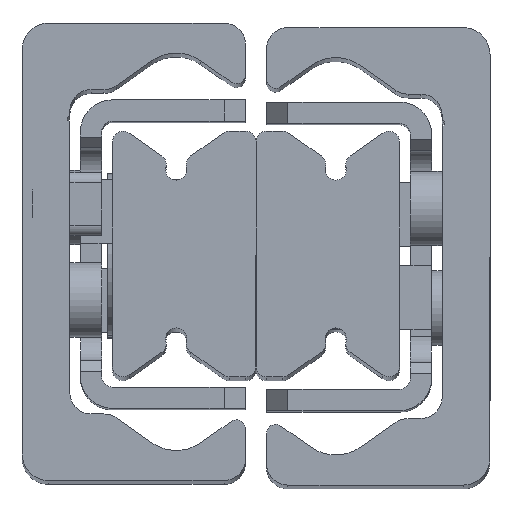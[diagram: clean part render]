
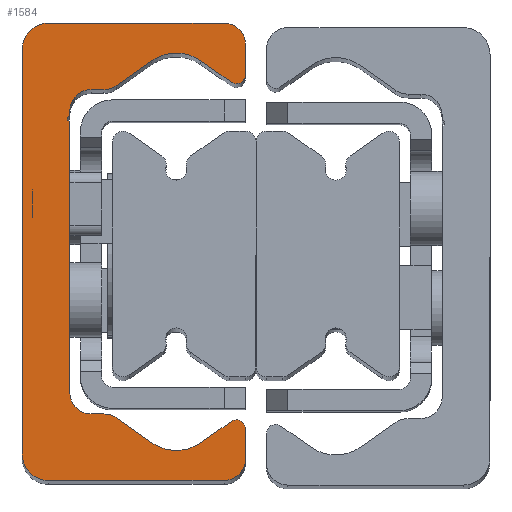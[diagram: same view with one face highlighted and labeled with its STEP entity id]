
A CAD part, top view. The second image highlights one B-rep face of the part: STEP entity #1584.
In plain terms, the highlighted planar face has unit normal (0, 0, 1).
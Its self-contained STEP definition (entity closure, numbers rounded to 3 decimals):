
#578=CARTESIAN_POINT('',(2.499,0.,210.0));
#579=VERTEX_POINT('',#578);
#580=CARTESIAN_POINT('',(-0.001,2.5,210.0));
#581=VERTEX_POINT('',#580);
#582=CARTESIAN_POINT('',(2.499,2.5,210.0));
#583=DIRECTION('',(0.0,0.0,-1.0));
#584=DIRECTION('',(-1.0,0.0,0.0));
#585=AXIS2_PLACEMENT_3D('',#582,#583,#584);
#586=CIRCLE('',#585,2.5);
#587=EDGE_CURVE('',#579,#581,#586,.T.);
#620=CARTESIAN_POINT('',(-0.001,40.5,210.0));
#621=VERTEX_POINT('',#620);
#622=CARTESIAN_POINT('',(-0.001,2.5,210.0));
#623=DIRECTION('',(0.0,1.0,0.0));
#624=VECTOR('',#623,38.);
#625=LINE('',#622,#624);
#626=EDGE_CURVE('',#581,#621,#625,.T.);
#672=CARTESIAN_POINT('',(2.499,43.0,210.0));
#673=VERTEX_POINT('',#672);
#674=CARTESIAN_POINT('',(2.499,40.5,210.0));
#675=DIRECTION('',(0.0,0.0,-1.0));
#676=DIRECTION('',(0.0,1.0,0.0));
#677=AXIS2_PLACEMENT_3D('',#674,#675,#676);
#678=CIRCLE('',#677,2.5);
#679=EDGE_CURVE('',#621,#673,#678,.T.);
#705=CARTESIAN_POINT('',(18.999,43.0,210.0));
#706=VERTEX_POINT('',#705);
#707=CARTESIAN_POINT('',(2.499,43.0,210.0));
#708=DIRECTION('',(1.0,0.0,0.0));
#709=VECTOR('',#708,16.5);
#710=LINE('',#707,#709);
#711=EDGE_CURVE('',#673,#706,#710,.T.);
#736=CARTESIAN_POINT('',(20.999,41.0,210.0));
#737=VERTEX_POINT('',#736);
#738=CARTESIAN_POINT('',(18.999,41.0,210.0));
#739=DIRECTION('',(0.0,0.0,-1.0));
#740=DIRECTION('',(1.0,0.0,0.0));
#741=AXIS2_PLACEMENT_3D('',#738,#739,#740);
#742=CIRCLE('',#741,2.);
#743=EDGE_CURVE('',#706,#737,#742,.T.);
#769=CARTESIAN_POINT('',(20.999,38.15,210.0));
#770=VERTEX_POINT('',#769);
#771=CARTESIAN_POINT('',(20.999,41.0,210.0));
#772=DIRECTION('',(0.0,-1.0,0.0));
#773=VECTOR('',#772,2.85);
#774=LINE('',#771,#773);
#775=EDGE_CURVE('',#737,#770,#774,.T.);
#800=CARTESIAN_POINT('',(19.662,37.453,210.0));
#801=VERTEX_POINT('',#800);
#802=CARTESIAN_POINT('',(20.149,38.15,210.0));
#803=DIRECTION('',(0.0,0.0,-1.0));
#804=DIRECTION('',(-0.574,-0.819,0.0));
#805=AXIS2_PLACEMENT_3D('',#802,#803,#804);
#806=CIRCLE('',#805,0.85);
#807=EDGE_CURVE('',#770,#801,#806,.T.);
#833=CARTESIAN_POINT('',(16.794,39.462,210.0));
#834=VERTEX_POINT('',#833);
#835=CARTESIAN_POINT('',(19.662,37.453,210.0));
#836=DIRECTION('',(-0.819,0.574,0.0));
#837=VECTOR('',#836,3.501);
#838=LINE('',#835,#837);
#839=EDGE_CURVE('',#801,#834,#838,.T.);
#864=CARTESIAN_POINT('',(12.205,39.462,210.0));
#865=VERTEX_POINT('',#864);
#866=CARTESIAN_POINT('',(14.499,36.185,210.0));
#867=DIRECTION('',(0.0,0.0,1.0));
#868=DIRECTION('',(-0.574,-0.819,0.0));
#869=AXIS2_PLACEMENT_3D('',#866,#867,#868);
#870=CIRCLE('',#869,4.);
#871=EDGE_CURVE('',#834,#865,#870,.T.);
#897=CARTESIAN_POINT('',(8.849,37.112,210.0));
#898=VERTEX_POINT('',#897);
#899=CARTESIAN_POINT('',(12.205,39.462,210.0));
#900=DIRECTION('',(-0.819,-0.574,0.0));
#901=VECTOR('',#900,4.097);
#902=LINE('',#899,#901);
#903=EDGE_CURVE('',#865,#898,#902,.T.);
#928=CARTESIAN_POINT('',(7.702,36.75,210.0));
#929=VERTEX_POINT('',#928);
#930=CARTESIAN_POINT('',(7.702,38.75,210.0));
#931=DIRECTION('',(0.0,0.0,-1.0));
#932=DIRECTION('',(0.0,-1.0,0.0));
#933=AXIS2_PLACEMENT_3D('',#930,#931,#932);
#934=CIRCLE('',#933,2.);
#935=EDGE_CURVE('',#898,#929,#934,.T.);
#961=CARTESIAN_POINT('',(6.499,36.75,210.0));
#962=VERTEX_POINT('',#961);
#963=CARTESIAN_POINT('',(7.702,36.75,210.0));
#964=DIRECTION('',(-1.0,0.0,0.0));
#965=VECTOR('',#964,1.203);
#966=LINE('',#963,#965);
#967=EDGE_CURVE('',#929,#962,#966,.T.);
#992=CARTESIAN_POINT('',(4.499,34.75,210.0));
#993=VERTEX_POINT('',#992);
#994=CARTESIAN_POINT('',(6.499,34.75,210.0));
#995=DIRECTION('',(0.0,0.0,1.0));
#996=DIRECTION('',(0.0,-1.0,0.0));
#997=AXIS2_PLACEMENT_3D('',#994,#995,#996);
#998=CIRCLE('',#997,2.0);
#999=EDGE_CURVE('',#962,#993,#998,.T.);
#1025=CARTESIAN_POINT('',(4.499,34.361,210.0));
#1026=VERTEX_POINT('',#1025);
#1027=CARTESIAN_POINT('',(4.499,34.75,210.0));
#1028=DIRECTION('',(0.0,-1.0,0.0));
#1029=VECTOR('',#1028,0.389);
#1030=LINE('',#1027,#1029);
#1031=EDGE_CURVE('',#993,#1026,#1030,.T.);
#1056=CARTESIAN_POINT('',(4.411,34.234,210.0));
#1057=VERTEX_POINT('',#1056);
#1058=CARTESIAN_POINT('',(4.363,34.361,210.0));
#1059=DIRECTION('',(0.0,0.0,-1.));
#1060=DIRECTION('',(0.353,-0.936,0.0));
#1061=AXIS2_PLACEMENT_3D('',#1058,#1059,#1060);
#1062=CIRCLE('',#1061,0.136);
#1063=EDGE_CURVE('',#1026,#1057,#1062,.T.);
#1089=CARTESIAN_POINT('',(4.422,33.762,210.0));
#1090=VERTEX_POINT('',#1089);
#1091=CARTESIAN_POINT('',(4.499,34.0,210.0));
#1092=DIRECTION('',(0.0,0.0,1.0));
#1093=DIRECTION('',(0.353,-0.936,0.0));
#1094=AXIS2_PLACEMENT_3D('',#1091,#1092,#1093);
#1095=CIRCLE('',#1094,0.25);
#1096=EDGE_CURVE('',#1057,#1090,#1095,.T.);
#1122=CARTESIAN_POINT('',(4.499,33.656,210.0));
#1123=VERTEX_POINT('',#1122);
#1124=CARTESIAN_POINT('',(4.387,33.656,210.0));
#1125=DIRECTION('',(0.0,0.0,-1.0));
#1126=DIRECTION('',(1.0,0.0,0.0));
#1127=AXIS2_PLACEMENT_3D('',#1124,#1125,#1126);
#1128=CIRCLE('',#1127,0.112);
#1129=EDGE_CURVE('',#1090,#1123,#1128,.T.);
#1155=CARTESIAN_POINT('',(4.499,8.25,210.0));
#1156=VERTEX_POINT('',#1155);
#1157=CARTESIAN_POINT('',(4.499,33.656,210.0));
#1158=DIRECTION('',(0.0,-1.0,0.0));
#1159=VECTOR('',#1158,25.406);
#1160=LINE('',#1157,#1159);
#1161=EDGE_CURVE('',#1123,#1156,#1160,.T.);
#1207=CARTESIAN_POINT('',(6.499,6.25,210.0));
#1208=VERTEX_POINT('',#1207);
#1209=CARTESIAN_POINT('',(6.499,8.25,210.0));
#1210=DIRECTION('',(0.0,0.0,1.0));
#1211=DIRECTION('',(1.0,0.0,0.0));
#1212=AXIS2_PLACEMENT_3D('',#1209,#1210,#1211);
#1213=CIRCLE('',#1212,2.0);
#1214=EDGE_CURVE('',#1156,#1208,#1213,.T.);
#1240=CARTESIAN_POINT('',(7.702,6.25,210.0));
#1241=VERTEX_POINT('',#1240);
#1242=CARTESIAN_POINT('',(6.499,6.25,210.0));
#1243=DIRECTION('',(1.0,0.0,0.0));
#1244=VECTOR('',#1243,1.203);
#1245=LINE('',#1242,#1244);
#1246=EDGE_CURVE('',#1208,#1241,#1245,.T.);
#1271=CARTESIAN_POINT('',(8.849,5.888,210.0));
#1272=VERTEX_POINT('',#1271);
#1273=CARTESIAN_POINT('',(7.702,4.25,210.0));
#1274=DIRECTION('',(0.0,0.0,-1.0));
#1275=DIRECTION('',(0.574,0.819,0.0));
#1276=AXIS2_PLACEMENT_3D('',#1273,#1274,#1275);
#1277=CIRCLE('',#1276,2.);
#1278=EDGE_CURVE('',#1241,#1272,#1277,.T.);
#1304=CARTESIAN_POINT('',(12.205,3.538,210.0));
#1305=VERTEX_POINT('',#1304);
#1306=CARTESIAN_POINT('',(8.849,5.888,210.0));
#1307=DIRECTION('',(0.819,-0.574,0.0));
#1308=VECTOR('',#1307,4.097);
#1309=LINE('',#1306,#1308);
#1310=EDGE_CURVE('',#1272,#1305,#1309,.T.);
#1335=CARTESIAN_POINT('',(16.794,3.538,210.0));
#1336=VERTEX_POINT('',#1335);
#1337=CARTESIAN_POINT('',(14.499,6.815,210.0));
#1338=DIRECTION('',(0.0,0.0,1.0));
#1339=DIRECTION('',(0.574,0.819,0.0));
#1340=AXIS2_PLACEMENT_3D('',#1337,#1338,#1339);
#1341=CIRCLE('',#1340,4.);
#1342=EDGE_CURVE('',#1305,#1336,#1341,.T.);
#1368=CARTESIAN_POINT('',(19.662,5.547,210.0));
#1369=VERTEX_POINT('',#1368);
#1370=CARTESIAN_POINT('',(16.794,3.538,210.0));
#1371=DIRECTION('',(0.819,0.574,0.0));
#1372=VECTOR('',#1371,3.501);
#1373=LINE('',#1370,#1372);
#1374=EDGE_CURVE('',#1336,#1369,#1373,.T.);
#1399=CARTESIAN_POINT('',(20.999,4.85,210.0));
#1400=VERTEX_POINT('',#1399);
#1401=CARTESIAN_POINT('',(20.149,4.85,210.0));
#1402=DIRECTION('',(0.0,0.0,-1.0));
#1403=DIRECTION('',(1.0,0.0,0.0));
#1404=AXIS2_PLACEMENT_3D('',#1401,#1402,#1403);
#1405=CIRCLE('',#1404,0.85);
#1406=EDGE_CURVE('',#1369,#1400,#1405,.T.);
#1432=CARTESIAN_POINT('',(20.999,2.,210.0));
#1433=VERTEX_POINT('',#1432);
#1434=CARTESIAN_POINT('',(20.999,4.85,210.0));
#1435=DIRECTION('',(0.0,-1.0,0.0));
#1436=VECTOR('',#1435,2.85);
#1437=LINE('',#1434,#1436);
#1438=EDGE_CURVE('',#1400,#1433,#1437,.T.);
#1463=CARTESIAN_POINT('',(18.999,0.,210.0));
#1464=VERTEX_POINT('',#1463);
#1465=CARTESIAN_POINT('',(18.999,2.,210.0));
#1466=DIRECTION('',(0.0,0.0,-1.0));
#1467=DIRECTION('',(0.0,-1.0,0.0));
#1468=AXIS2_PLACEMENT_3D('',#1465,#1466,#1467);
#1469=CIRCLE('',#1468,2.);
#1470=EDGE_CURVE('',#1433,#1464,#1469,.T.);
#1496=CARTESIAN_POINT('',(18.999,0.,210.0));
#1497=DIRECTION('',(-1.0,0.0,0.0));
#1498=VECTOR('',#1497,16.5);
#1499=LINE('',#1496,#1498);
#1500=EDGE_CURVE('',#1464,#579,#1499,.T.);
#1549=CARTESIAN_POINT('',(7.822,21.517,210.0));
#1550=DIRECTION('',(0.0,0.0,1.0));
#1551=DIRECTION('',(1.0,0.0,0.0));
#1552=AXIS2_PLACEMENT_3D('',#1549,#1550,#1551);
#1553=PLANE('',#1552);
#1554=ORIENTED_EDGE('',*,*,#587,.F.);
#1555=ORIENTED_EDGE('',*,*,#1500,.F.);
#1556=ORIENTED_EDGE('',*,*,#1470,.F.);
#1557=ORIENTED_EDGE('',*,*,#1438,.F.);
#1558=ORIENTED_EDGE('',*,*,#1406,.F.);
#1559=ORIENTED_EDGE('',*,*,#1374,.F.);
#1560=ORIENTED_EDGE('',*,*,#1342,.F.);
#1561=ORIENTED_EDGE('',*,*,#1310,.F.);
#1562=ORIENTED_EDGE('',*,*,#1278,.F.);
#1563=ORIENTED_EDGE('',*,*,#1246,.F.);
#1564=ORIENTED_EDGE('',*,*,#1214,.F.);
#1565=ORIENTED_EDGE('',*,*,#1161,.F.);
#1566=ORIENTED_EDGE('',*,*,#1129,.F.);
#1567=ORIENTED_EDGE('',*,*,#1096,.F.);
#1568=ORIENTED_EDGE('',*,*,#1063,.F.);
#1569=ORIENTED_EDGE('',*,*,#1031,.F.);
#1570=ORIENTED_EDGE('',*,*,#999,.F.);
#1571=ORIENTED_EDGE('',*,*,#967,.F.);
#1572=ORIENTED_EDGE('',*,*,#935,.F.);
#1573=ORIENTED_EDGE('',*,*,#903,.F.);
#1574=ORIENTED_EDGE('',*,*,#871,.F.);
#1575=ORIENTED_EDGE('',*,*,#839,.F.);
#1576=ORIENTED_EDGE('',*,*,#807,.F.);
#1577=ORIENTED_EDGE('',*,*,#775,.F.);
#1578=ORIENTED_EDGE('',*,*,#743,.F.);
#1579=ORIENTED_EDGE('',*,*,#711,.F.);
#1580=ORIENTED_EDGE('',*,*,#679,.F.);
#1581=ORIENTED_EDGE('',*,*,#626,.F.);
#1582=EDGE_LOOP('',(#1554,#1555,#1556,#1557,#1558,#1559,#1560,#1561,#1562,#1563,#1564,#1565,#1566,#1567,#1568,#1569,#1570,#1571,#1572,#1573,#1574,#1575,#1576,#1577,#1578,#1579,#1580,#1581));
#1583=FACE_OUTER_BOUND('',#1582,.T.);
#1584=ADVANCED_FACE('',(#1583),#1553,.T.);
